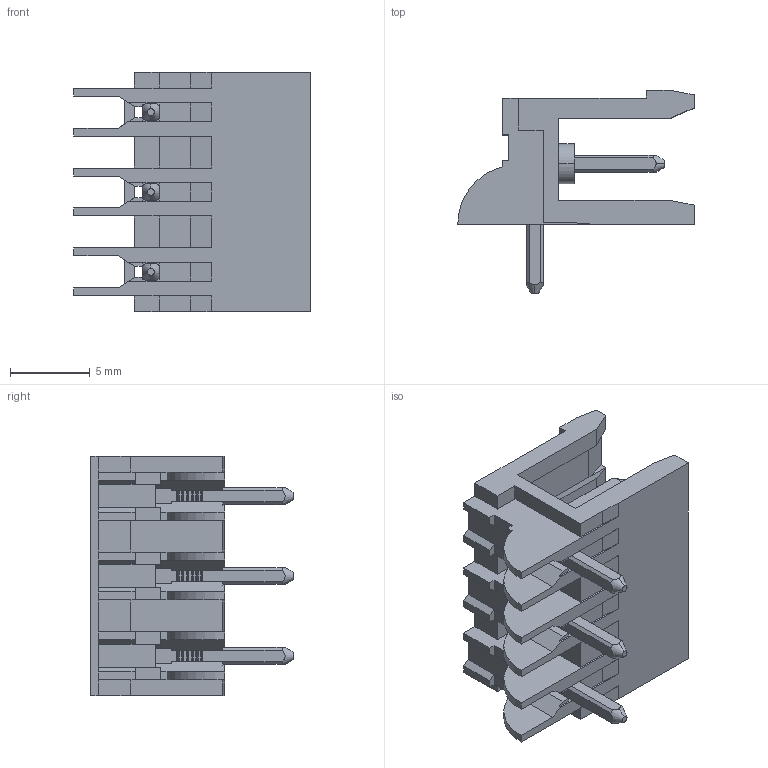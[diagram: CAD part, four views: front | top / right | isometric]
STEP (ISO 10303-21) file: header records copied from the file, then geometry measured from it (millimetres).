
FILE_DESCRIPTION (( 'STEP AP214' ), '1' );
FILE_NAME ('120-M-311-03.STEP', '2008-04-02T05:19:11', ( ' ' ), ( '' ), 'SwSTEP 2.0', 'SolidWorks 2007', '' );
FILE_SCHEMA (( 'AUTOMOTIVE_DESIGN' ));
Length unit declared in the file: millimetre
Products named in the file (1): 120-M-311-03
Bounding box: 14.8 x 12.72 x 15 mm (x, y, z)
Volume: 573.2 mm3; surface area: 1468.8 mm2
Topology: 1 solids, 1 shells, 617 faces, 1977 edges, 1268 vertices
Faces by surface type: plane 574, cone 24, cylinder 19
Entity records: 21651 total; most frequent: CARTESIAN_POINT 4253, ORIENTED_EDGE 3954, DIRECTION 3182, EDGE_CURVE 1977, LINE 1828, VECTOR 1828, VERTEX_POINT 1268, AXIS2_PLACEMENT_3D 677
